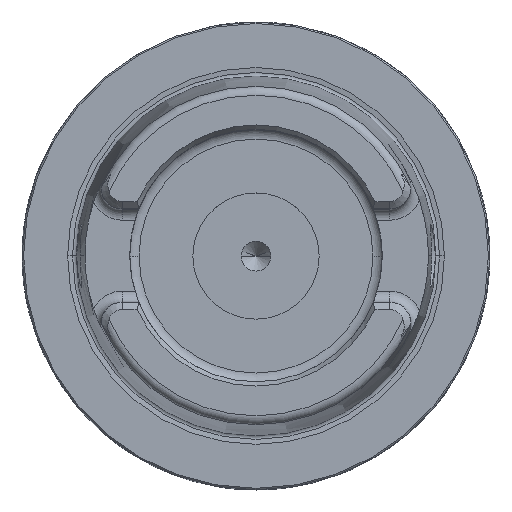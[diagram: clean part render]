
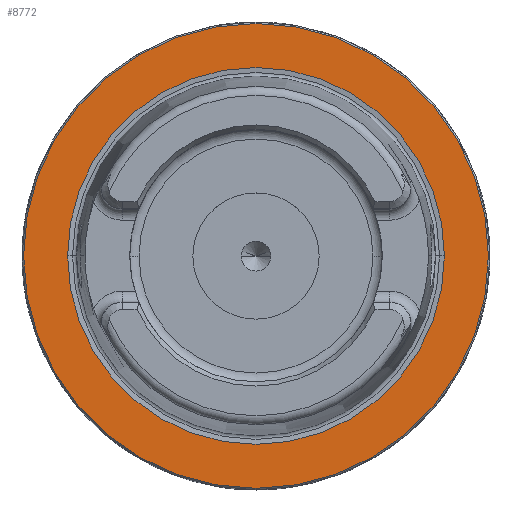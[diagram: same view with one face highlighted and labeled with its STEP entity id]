
A CAD part, top view. The second image highlights one B-rep face of the part: STEP entity #8772.
In plain terms, the highlighted planar face has unit normal (0, 0, 1).
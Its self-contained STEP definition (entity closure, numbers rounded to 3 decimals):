
#3501=CARTESIAN_POINT('',(0.,0.,0.));
#3502=DIRECTION('',(0.,0.,1.));
#3503=DIRECTION('',(1.,0.,0.));
#3504=AXIS2_PLACEMENT_3D('',#3501,#3502,#3503);
#3517=CARTESIAN_POINT('',(0.,0.,0.));
#3518=DIRECTION('',(0.,0.,-1.));
#3519=DIRECTION('',(1.,0.,0.));
#3520=AXIS2_PLACEMENT_3D('',#3517,#3518,#3519);
#3539=CARTESIAN_POINT('',(0.,0.,0.));
#3540=DIRECTION('',(0.,0.,1.));
#3541=DIRECTION('',(1.,0.,0.));
#3542=AXIS2_PLACEMENT_3D('',#3539,#3540,#3541);
#6133=CARTESIAN_POINT('',(0.,0.,0.));
#6134=DIRECTION('',(0.,0.,-1.));
#6135=DIRECTION('',(1.,0.,0.));
#6136=AXIS2_PLACEMENT_3D('',#6133,#6134,#6135);
#6191=CARTESIAN_POINT('',(25.374,0.,0.));
#6193=VERTEX_POINT('',#6191);
#6203=CARTESIAN_POINT('',(-25.374,0.,0.));
#6205=VERTEX_POINT('',#6203);
#6471=CARTESIAN_POINT('',(31.3,0.,0.));
#6472=CARTESIAN_POINT('',(-31.3,0.,0.));
#6473=VERTEX_POINT('',#6471);
#6474=VERTEX_POINT('',#6472);
#8756=CARTESIAN_POINT('',(0.,0.,0.));
#8757=DIRECTION('',(0.,0.,-1.));
#8758=DIRECTION('',(-1.,0.,0.));
#8759=AXIS2_PLACEMENT_3D('',#8756,#8757,#8758);
#8760=PLANE('',#8759);
#8761=ORIENTED_EDGE('',*,*,#8746,.F.);
#8763=ORIENTED_EDGE('',*,*,#8762,.T.);
#8764=EDGE_LOOP('',(#8761,#8763));
#8765=FACE_OUTER_BOUND('',#8764,.F.);
#8767=ORIENTED_EDGE('',*,*,#8766,.F.);
#8769=ORIENTED_EDGE('',*,*,#8768,.T.);
#8770=EDGE_LOOP('',(#8767,#8769));
#8771=FACE_BOUND('',#8770,.F.);
#3505=CIRCLE('',#3504,31.3);
#3521=CIRCLE('',#3520,25.374);
#3543=CIRCLE('',#3542,25.374);
#6137=CIRCLE('',#6136,31.3);
#8746=EDGE_CURVE('',#6473,#6474,#3505,.T.);
#8762=EDGE_CURVE('',#6473,#6474,#6137,.T.);
#8766=EDGE_CURVE('',#6193,#6205,#3521,.T.);
#8768=EDGE_CURVE('',#6193,#6205,#3543,.T.);
#8772=ADVANCED_FACE('',(#8765,#8771),#8760,.F.);
